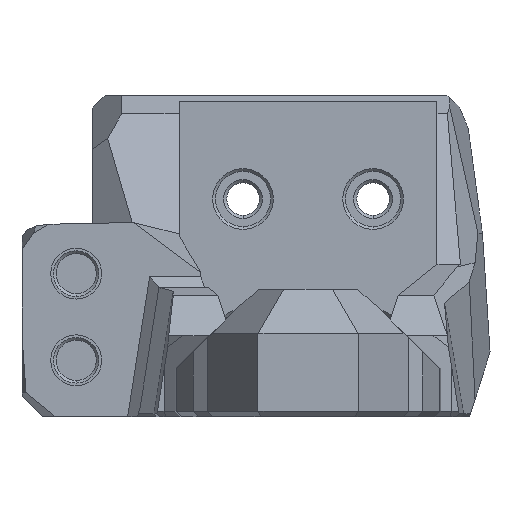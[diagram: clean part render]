
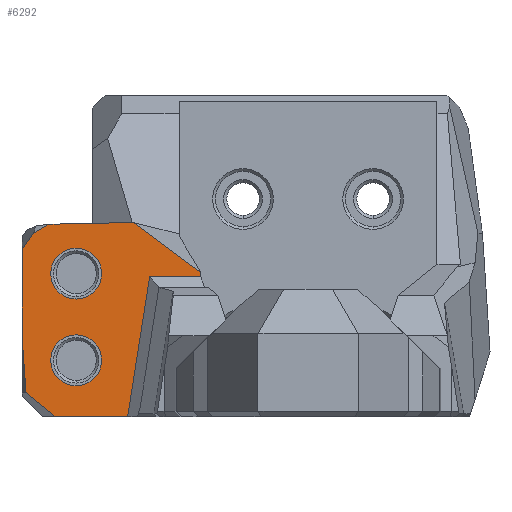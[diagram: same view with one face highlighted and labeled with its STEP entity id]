
A CAD part, front view. The second image highlights one B-rep face of the part: STEP entity #6292.
In plain terms, the highlighted planar face has unit normal (0, -1, 0).
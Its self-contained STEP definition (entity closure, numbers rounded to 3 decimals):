
#31 = DIRECTION ( 'NONE',  ( 0., 0., 1. ) ) ;
#63 = EDGE_LOOP ( 'NONE', ( #4224, #2809, #6182, #5047, #3598, #2242, #1491, #3018, #7164, #2368, #7260 ) ) ;
#150 = DIRECTION ( 'NONE',  ( 0.773, 0., -0.634 ) ) ;
#205 = VECTOR ( 'NONE', #1112, 1000. ) ;
#262 = CARTESIAN_POINT ( 'NONE',  ( 0., 56.795, 3.85 ) ) ;
#374 = CIRCLE ( 'NONE', #496, 2.35 ) ;
#408 = EDGE_CURVE ( 'NONE', #5786, #625, #3003, .T. ) ;
#496 = AXIS2_PLACEMENT_3D ( 'NONE', #4930, #7207, #838 ) ;
#617 = CARTESIAN_POINT ( 'NONE',  ( -9.89, 56.795, 16.786 ) ) ;
#625 = VERTEX_POINT ( 'NONE', #4957 ) ;
#665 = VERTEX_POINT ( 'NONE', #4991 ) ;
#679 = VERTEX_POINT ( 'NONE', #3882 ) ;
#794 = VECTOR ( 'NONE', #150, 1000. ) ;
#838 = DIRECTION ( 'NONE',  ( 0., 0., 1. ) ) ;
#844 = LINE ( 'NONE', #3173, #4247 ) ;
#886 = DIRECTION ( 'NONE',  ( 0., -1., 0. ) ) ;
#986 = EDGE_CURVE ( 'NONE', #3828, #1891, #2442, .T. ) ;
#1000 = CARTESIAN_POINT ( 'NONE',  ( -25.365, 56.795, 20.794 ) ) ;
#1066 = LINE ( 'NONE', #4747, #6344 ) ;
#1077 = EDGE_CURVE ( 'NONE', #5308, #4690, #3627, .T. ) ;
#1112 = DIRECTION ( 'NONE',  ( 1., 0., 0. ) ) ;
#1173 = CARTESIAN_POINT ( 'NONE',  ( -21.4, 56.795, 9.069 ) ) ;
#1211 = DIRECTION ( 'NONE',  ( 0., 0., -1. ) ) ;
#1342 = DIRECTION ( 'NONE',  ( 0., 0., 1. ) ) ;
#1374 = EDGE_CURVE ( 'NONE', #2315, #1891, #1773, .T. ) ;
#1491 = ORIENTED_EDGE ( 'NONE', *, *, #1374, .T. ) ;
#1606 = VERTEX_POINT ( 'NONE', #2653 ) ;
#1773 = LINE ( 'NONE', #7498, #5191 ) ;
#1891 = VERTEX_POINT ( 'NONE', #1000 ) ;
#1939 = AXIS2_PLACEMENT_3D ( 'NONE', #5705, #886, #6247 ) ;
#1998 = DIRECTION ( 'NONE',  ( 0., -1., 0. ) ) ;
#2027 = EDGE_CURVE ( 'NONE', #4690, #3795, #4444, .T. ) ;
#2056 = LINE ( 'NONE', #5429, #794 ) ;
#2087 = EDGE_CURVE ( 'NONE', #1606, #6638, #2149, .T. ) ;
#2149 = CIRCLE ( 'NONE', #3731, 2.35 ) ;
#2233 = CARTESIAN_POINT ( 'NONE',  ( -23.335, 56.795, 3.85 ) ) ;
#2242 = ORIENTED_EDGE ( 'NONE', *, *, #6154, .F. ) ;
#2297 = CARTESIAN_POINT ( 'NONE',  ( -26.029, 56.795, 6.059 ) ) ;
#2315 = VERTEX_POINT ( 'NONE', #2665 ) ;
#2364 = DIRECTION ( 'NONE',  ( 0.572, 0., 0.821 ) ) ;
#2368 = ORIENTED_EDGE ( 'NONE', *, *, #408, .F. ) ;
#2442 = LINE ( 'NONE', #3473, #3180 ) ;
#2564 = FACE_OUTER_BOUND ( 'NONE', #63, .T. ) ;
#2639 = ORIENTED_EDGE ( 'NONE', *, *, #5995, .F. ) ;
#2653 = CARTESIAN_POINT ( 'NONE',  ( -21.4, 56.795, 11.419 ) ) ;
#2665 = CARTESIAN_POINT ( 'NONE',  ( -23.913, 56.795, 21.629 ) ) ;
#2672 = FACE_BOUND ( 'NONE', #7437, .T. ) ;
#2746 = VECTOR ( 'NONE', #5633, 1000. ) ;
#2809 = ORIENTED_EDGE ( 'NONE', *, *, #2027, .T. ) ;
#2826 = CARTESIAN_POINT ( 'NONE',  ( -14.616, 56.795, 16.786 ) ) ;
#2861 = EDGE_CURVE ( 'NONE', #5786, #5308, #2056, .T. ) ;
#2921 = DIRECTION ( 'NONE',  ( -0.867, 0., -0.499 ) ) ;
#2929 = VECTOR ( 'NONE', #6121, 1000. ) ;
#2932 = CARTESIAN_POINT ( 'NONE',  ( -21.4, 56.795, 6.719 ) ) ;
#2967 = CARTESIAN_POINT ( 'NONE',  ( -27.161, 56.795, 22.274 ) ) ;
#2980 = DIRECTION ( 'NONE',  ( 1., 0., 0.02 ) ) ;
#3003 = LINE ( 'NONE', #2967, #7562 ) ;
#3018 = ORIENTED_EDGE ( 'NONE', *, *, #986, .F. ) ;
#3121 = CARTESIAN_POINT ( 'NONE',  ( -13.368, 56.795, 19.767 ) ) ;
#3173 = CARTESIAN_POINT ( 'NONE',  ( -9.89, 56.795, 28.35 ) ) ;
#3180 = VECTOR ( 'NONE', #2364, 1000. ) ;
#3197 = EDGE_LOOP ( 'NONE', ( #4895, #4859 ) ) ;
#3257 = CARTESIAN_POINT ( 'NONE',  ( -16.648, 56.795, 3.85 ) ) ;
#3473 = CARTESIAN_POINT ( 'NONE',  ( -26.63, 56.795, 18.978 ) ) ;
#3511 = DIRECTION ( 'NONE',  ( 0., -1., 0. ) ) ;
#3598 = ORIENTED_EDGE ( 'NONE', *, *, #7187, .F. ) ;
#3603 = CARTESIAN_POINT ( 'NONE',  ( -21.4, 56.795, 17.069 ) ) ;
#3627 = LINE ( 'NONE', #262, #2929 ) ;
#3635 = AXIS2_PLACEMENT_3D ( 'NONE', #7253, #5438, #1342 ) ;
#3731 = AXIS2_PLACEMENT_3D ( 'NONE', #1173, #3511, #31 ) ;
#3751 = AXIS2_PLACEMENT_3D ( 'NONE', #3603, #1998, #4331 ) ;
#3795 = VERTEX_POINT ( 'NONE', #2826 ) ;
#3828 = VERTEX_POINT ( 'NONE', #4698 ) ;
#3836 = CARTESIAN_POINT ( 'NONE',  ( -21.4, 56.795, 14.719 ) ) ;
#3882 = CARTESIAN_POINT ( 'NONE',  ( -9.89, 56.795, 16.786 ) ) ;
#3985 = EDGE_CURVE ( 'NONE', #6225, #4665, #374, .T. ) ;
#4224 = ORIENTED_EDGE ( 'NONE', *, *, #1077, .T. ) ;
#4247 = VECTOR ( 'NONE', #5619, 1000. ) ;
#4287 = FACE_BOUND ( 'NONE', #3197, .T. ) ;
#4331 = DIRECTION ( 'NONE',  ( 0., 0., 1. ) ) ;
#4344 = LINE ( 'NONE', #3121, #4829 ) ;
#4444 = LINE ( 'NONE', #6789, #2746 ) ;
#4487 = ORIENTED_EDGE ( 'NONE', *, *, #2087, .F. ) ;
#4651 = DIRECTION ( 'NONE',  ( -0.07, 0., 0.998 ) ) ;
#4665 = VERTEX_POINT ( 'NONE', #3836 ) ;
#4690 = VERTEX_POINT ( 'NONE', #3257 ) ;
#4698 = CARTESIAN_POINT ( 'NONE',  ( -26.4, 56.795, 19.307 ) ) ;
#4747 = CARTESIAN_POINT ( 'NONE',  ( -21.421, 56.795, 21.68 ) ) ;
#4750 = CIRCLE ( 'NONE', #1939, 2.35 ) ;
#4752 = EDGE_CURVE ( 'NONE', #3795, #679, #5209, .T. ) ;
#4829 = VECTOR ( 'NONE', #5458, 1000. ) ;
#4859 = ORIENTED_EDGE ( 'NONE', *, *, #4924, .F. ) ;
#4895 = ORIENTED_EDGE ( 'NONE', *, *, #3985, .F. ) ;
#4924 = EDGE_CURVE ( 'NONE', #4665, #6225, #5094, .T. ) ;
#4930 = CARTESIAN_POINT ( 'NONE',  ( -21.4, 56.795, 17.069 ) ) ;
#4957 = CARTESIAN_POINT ( 'NONE',  ( -26.4, 56.795, 11.378 ) ) ;
#4991 = CARTESIAN_POINT ( 'NONE',  ( -9.89, 56.795, 17.177 ) ) ;
#5047 = ORIENTED_EDGE ( 'NONE', *, *, #6304, .T. ) ;
#5094 = CIRCLE ( 'NONE', #3751, 2.35 ) ;
#5191 = VECTOR ( 'NONE', #2921, 1000. ) ;
#5209 = LINE ( 'NONE', #617, #205 ) ;
#5234 = LINE ( 'NONE', #5350, #5963 ) ;
#5308 = VERTEX_POINT ( 'NONE', #2233 ) ;
#5350 = CARTESIAN_POINT ( 'NONE',  ( -26.4, 56.795, 20.286 ) ) ;
#5371 = CARTESIAN_POINT ( 'NONE',  ( -16.081, 56.795, 21.788 ) ) ;
#5429 = CARTESIAN_POINT ( 'NONE',  ( -22.631, 56.795, 3.273 ) ) ;
#5438 = DIRECTION ( 'NONE',  ( 0., 1., 0. ) ) ;
#5458 = DIRECTION ( 'NONE',  ( 0.802, 0., -0.597 ) ) ;
#5619 = DIRECTION ( 'NONE',  ( 0., 0., 1. ) ) ;
#5633 = DIRECTION ( 'NONE',  ( 0.155, 0., 0.988 ) ) ;
#5705 = CARTESIAN_POINT ( 'NONE',  ( -21.4, 56.795, 9.069 ) ) ;
#5786 = VERTEX_POINT ( 'NONE', #2297 ) ;
#5963 = VECTOR ( 'NONE', #1211, 1000. ) ;
#5995 = EDGE_CURVE ( 'NONE', #6638, #1606, #4750, .T. ) ;
#6121 = DIRECTION ( 'NONE',  ( 1., 0., 0. ) ) ;
#6154 = EDGE_CURVE ( 'NONE', #2315, #7553, #1066, .T. ) ;
#6182 = ORIENTED_EDGE ( 'NONE', *, *, #4752, .T. ) ;
#6225 = VERTEX_POINT ( 'NONE', #7286 ) ;
#6247 = DIRECTION ( 'NONE',  ( 0., 0., 1. ) ) ;
#6292 = ADVANCED_FACE ( 'NONE', ( #2564, #2672, #4287 ), #7176, .F. ) ;
#6304 = EDGE_CURVE ( 'NONE', #679, #665, #844, .T. ) ;
#6344 = VECTOR ( 'NONE', #2980, 1000. ) ;
#6532 = EDGE_CURVE ( 'NONE', #3828, #625, #5234, .T. ) ;
#6638 = VERTEX_POINT ( 'NONE', #2932 ) ;
#6789 = CARTESIAN_POINT ( 'NONE',  ( -14.749, 56.795, 15.941 ) ) ;
#7164 = ORIENTED_EDGE ( 'NONE', *, *, #6532, .T. ) ;
#7176 = PLANE ( 'NONE',  #3635 ) ;
#7187 = EDGE_CURVE ( 'NONE', #7553, #665, #4344, .T. ) ;
#7207 = DIRECTION ( 'NONE',  ( 0., -1., 0. ) ) ;
#7253 = CARTESIAN_POINT ( 'NONE',  ( 0., 56.795, 0. ) ) ;
#7260 = ORIENTED_EDGE ( 'NONE', *, *, #2861, .T. ) ;
#7286 = CARTESIAN_POINT ( 'NONE',  ( -21.4, 56.795, 19.419 ) ) ;
#7437 = EDGE_LOOP ( 'NONE', ( #4487, #2639 ) ) ;
#7498 = CARTESIAN_POINT ( 'NONE',  ( -24.165, 56.795, 21.484 ) ) ;
#7553 = VERTEX_POINT ( 'NONE', #5371 ) ;
#7562 = VECTOR ( 'NONE', #4651, 1000. ) ;
